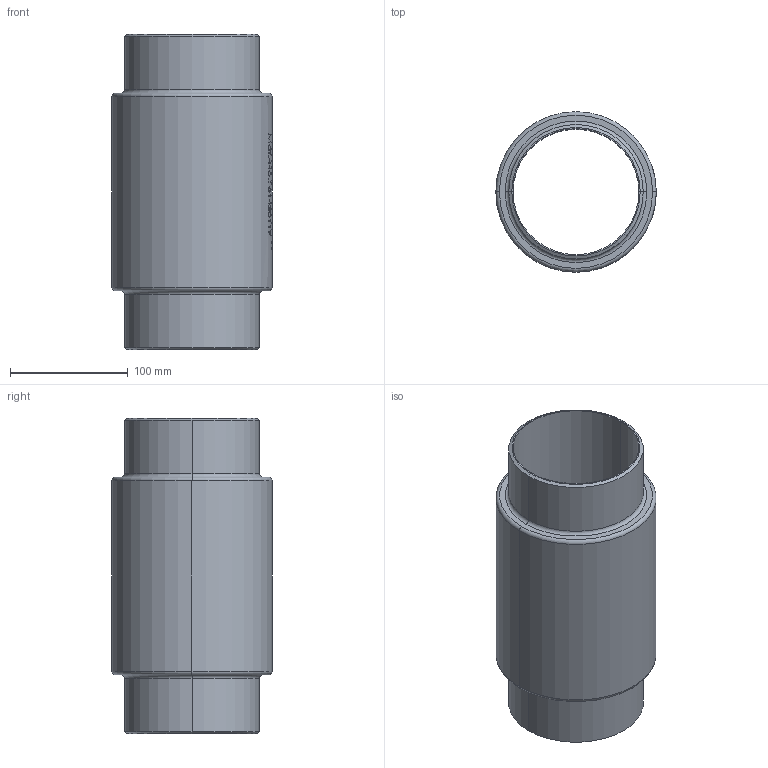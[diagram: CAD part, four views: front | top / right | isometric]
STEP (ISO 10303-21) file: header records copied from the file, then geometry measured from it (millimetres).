
FILE_DESCRIPTION (( 'STEP AP214' ), '1' );
FILE_NAME ('7110000_DN100_ PN06_51420119.STEP', '2022-03-07T10:46:46', ( 'axxx' ), ( 'Hewlett-Packard Company' ), 'SwSTEP 2.0', 'SolidWorks 2019', '' );
FILE_SCHEMA (( 'AUTOMOTIVE_DESIGN' ));
Length unit declared in the file: millimetre
Products named in the file (1): 7110000_DN100_ PN06_51420119
Bounding box: 136.2 x 136.2 x 268 mm (x, y, z)
Volume: 1055862.3 mm3; surface area: 211314.1 mm2
Topology: 1 solids, 1 shells, 485 faces, 1242 edges, 824 vertices
Faces by surface type: plane 238, bspline 206, cylinder 29, torus 8, cone 4
Entity records: 27410 total; most frequent: CARTESIAN_POINT 17040, ORIENTED_EDGE 2484, DIRECTION 1444, EDGE_CURVE 1242, VERTEX_POINT 824, LINE 688, VECTOR 688, EDGE_LOOP 552
